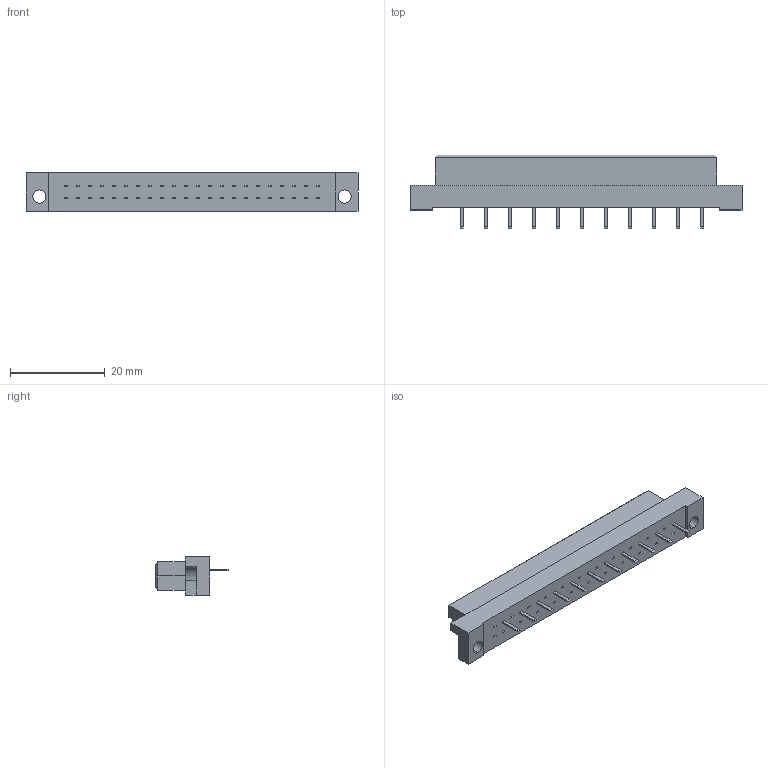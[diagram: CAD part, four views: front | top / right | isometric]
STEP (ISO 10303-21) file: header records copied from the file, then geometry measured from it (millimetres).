
FILE_DESCRIPTION (( 'STEP AP203' ), '1' );
FILE_NAME ('464-111-621-123.STEP', '2019-11-11T15:57:19', ( '' ), ( '' ), 'SwSTEP 2.0', 'SolidWorks 2020', '' );
FILE_SCHEMA (( 'CONFIG_CONTROL_DESIGN' ));
Length unit declared in the file: millimetre
Products named in the file (3): 464-111-621-123; 464 Part_44; 464-290_21
Assembly tree (12 placements, depth 2):
  464-111-621-123
    464 Part_44
    464-290_21  x11
Bounding box: 70.24 x 15.6 x 8.1 mm (x, y, z)
Volume: 4429.3 mm3; surface area: 4457.9 mm2
Topology: 12 solids, 12 shells, 721 faces, 1728 edges, 1076 vertices
Faces by surface type: plane 715, cylinder 6
Entity records: 18499 total; most frequent: CARTESIAN_POINT 3120, ORIENTED_EDGE 3056, DIRECTION 2812, EDGE_CURVE 1528, LINE 1516, VECTOR 1516, VERTEX_POINT 956, EDGE_LOOP 758
